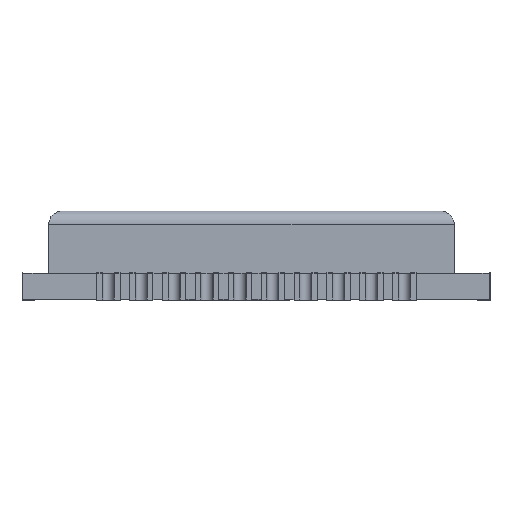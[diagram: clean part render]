
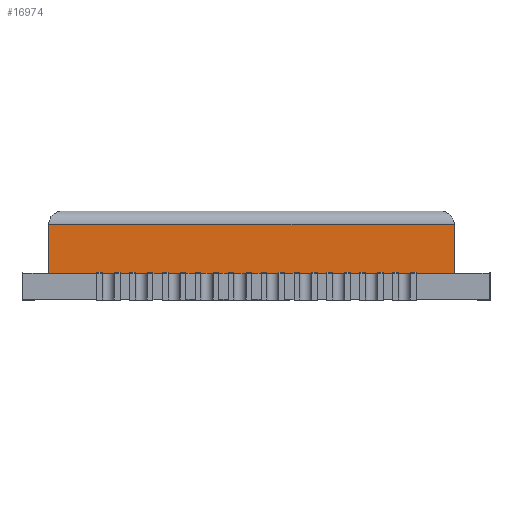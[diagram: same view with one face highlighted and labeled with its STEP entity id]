
A CAD part, top view. The second image highlights one B-rep face of the part: STEP entity #16974.
In plain terms, the highlighted planar face has unit normal (0, 0, 1).
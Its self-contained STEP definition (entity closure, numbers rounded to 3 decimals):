
#868=FACE_OUTER_BOUND('',#1806,.T.);
#1806=EDGE_LOOP('',(#12392,#12393,#12394,#12395));
#3059=LINE('',#26460,#5101);
#3069=LINE('',#26487,#5111);
#3071=LINE('',#26492,#5113);
#3072=LINE('',#26493,#5114);
#5101=VECTOR('',#19541,10.);
#5111=VECTOR('',#19571,10.);
#5113=VECTOR('',#19577,10.);
#5114=VECTOR('',#19578,10.);
#7184=VERTEX_POINT('',#26452);
#7186=VERTEX_POINT('',#26458);
#7193=VERTEX_POINT('',#26486);
#7194=VERTEX_POINT('',#26491);
#9050=EDGE_CURVE('',#7186,#7184,#3059,.T.);
#9063=EDGE_CURVE('',#7193,#7184,#3069,.T.);
#9065=EDGE_CURVE('',#7194,#7186,#3071,.T.);
#9066=EDGE_CURVE('',#7193,#7194,#3072,.T.);
#12392=ORIENTED_EDGE('',*,*,#9050,.F.);
#12393=ORIENTED_EDGE('',*,*,#9065,.F.);
#12394=ORIENTED_EDGE('',*,*,#9066,.F.);
#12395=ORIENTED_EDGE('',*,*,#9063,.T.);
#15705=PLANE('',#17841);
#16974=ADVANCED_FACE('',(#868),#15705,.T.);
#17841=AXIS2_PLACEMENT_3D('',#26490,#19575,#19576);
#19541=DIRECTION('',(1.,0.,0.));
#19571=DIRECTION('',(0.,1.,0.));
#19575=DIRECTION('center_axis',(0.,0.,1.));
#19576=DIRECTION('ref_axis',(1.,0.,0.));
#19577=DIRECTION('',(0.,1.,0.));
#19578=DIRECTION('',(-1.,0.,0.));
#26452=CARTESIAN_POINT('',(16.65,2.9,-1.));
#26458=CARTESIAN_POINT('',(1.,2.9,-1.));
#26460=CARTESIAN_POINT('',(5.,2.9,-1.));
#26486=CARTESIAN_POINT('',(16.65,1.,-1.));
#26487=CARTESIAN_POINT('',(16.65,1.,-1.));
#26490=CARTESIAN_POINT('Origin',(1.,1.,-1.));
#26491=CARTESIAN_POINT('',(1.,1.,-1.));
#26492=CARTESIAN_POINT('',(1.,1.,-1.));
#26493=CARTESIAN_POINT('',(0.5,1.,-1.));
